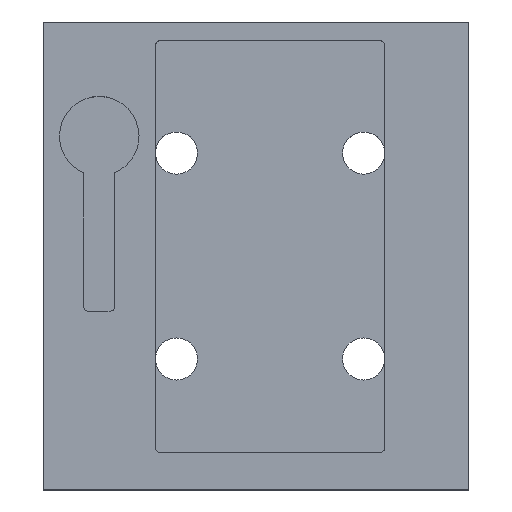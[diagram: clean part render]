
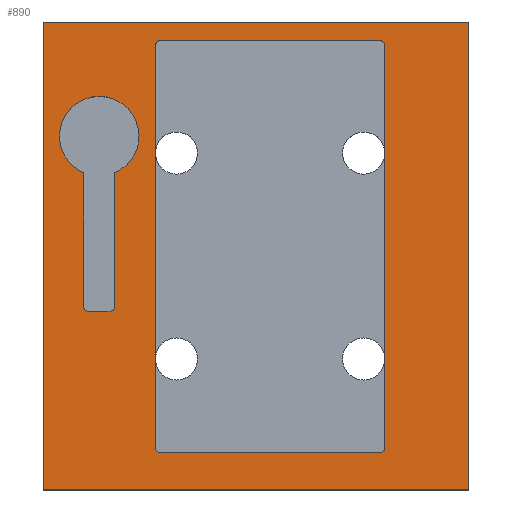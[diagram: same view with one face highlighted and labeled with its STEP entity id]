
A CAD part, top view. The second image highlights one B-rep face of the part: STEP entity #890.
In plain terms, the highlighted planar face has unit normal (0, 0, 1).
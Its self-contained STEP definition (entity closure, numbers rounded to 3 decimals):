
#120=CARTESIAN_POINT('Vertex',(227.5,-250.,125.)) ;
#134=CARTESIAN_POINT('Vertex',(227.5,250.,125.)) ;
#137=CARTESIAN_POINT('Line Origine',(227.5,0.,125.)) ;
#165=CARTESIAN_POINT('Vertex',(-227.5,250.,125.)) ;
#168=CARTESIAN_POINT('Line Origine',(0.,250.,125.)) ;
#196=CARTESIAN_POINT('Vertex',(-227.5,-250.,125.)) ;
#199=CARTESIAN_POINT('Line Origine',(-227.5,0.,125.)) ;
#221=CARTESIAN_POINT('Line Origine',(0.,-250.,125.)) ;
#251=CARTESIAN_POINT('Vertex',(-151.,88.834,125.)) ;
#254=CARTESIAN_POINT('Axis2P3D Location',(-167.5,128.,125.)) ;
#258=CARTESIAN_POINT('Vertex',(-184.,88.834,125.)) ;
#481=CARTESIAN_POINT('Vertex',(-102.5,230.,125.)) ;
#486=CARTESIAN_POINT('Axis2P3D Location',(-102.5,225.,125.)) ;
#490=CARTESIAN_POINT('Vertex',(-107.5,225.,125.)) ;
#521=CARTESIAN_POINT('Vertex',(-107.5,-205.,125.)) ;
#541=CARTESIAN_POINT('Line Origine',(-107.5,10.,125.)) ;
#560=CARTESIAN_POINT('Axis2P3D Location',(-102.5,-205.,125.)) ;
#564=CARTESIAN_POINT('Vertex',(-102.5,-210.,125.)) ;
#595=CARTESIAN_POINT('Vertex',(132.5,-210.,125.)) ;
#605=CARTESIAN_POINT('Line Origine',(15.,-210.,125.)) ;
#622=CARTESIAN_POINT('Axis2P3D Location',(132.5,-205.,125.)) ;
#626=CARTESIAN_POINT('Vertex',(137.5,-205.,125.)) ;
#657=CARTESIAN_POINT('Vertex',(132.5,230.,125.)) ;
#662=CARTESIAN_POINT('Line Origine',(15.,230.,125.)) ;
#688=CARTESIAN_POINT('Vertex',(137.5,225.,125.)) ;
#708=CARTESIAN_POINT('Line Origine',(137.5,10.,125.)) ;
#768=CARTESIAN_POINT('Axis2P3D Location',(132.5,225.,125.)) ;
#789=CARTESIAN_POINT('Vertex',(-184.,-54.,125.)) ;
#799=CARTESIAN_POINT('Line Origine',(-184.,17.417,125.)) ;
#816=CARTESIAN_POINT('Axis2P3D Location',(-179.,-54.,125.)) ;
#820=CARTESIAN_POINT('Vertex',(-179.,-59.,125.)) ;
#842=CARTESIAN_POINT('Axis2P3D Location',(0.,0.,125.)) ;
#853=CARTESIAN_POINT('Axis2P3D Location',(-156.,-54.,125.)) ;
#857=CARTESIAN_POINT('Vertex',(-151.,-54.,125.)) ;
#859=CARTESIAN_POINT('Vertex',(-156.,-59.,125.)) ;
#862=CARTESIAN_POINT('Line Origine',(-167.5,-59.,125.)) ;
#867=CARTESIAN_POINT('Line Origine',(-151.,17.417,125.)) ;
#138=DIRECTION('Vector Direction',(0.,1.,0.)) ;
#169=DIRECTION('Vector Direction',(-1.,0.,0.)) ;
#200=DIRECTION('Vector Direction',(0.,-1.,0.)) ;
#222=DIRECTION('Vector Direction',(1.,0.,0.)) ;
#255=DIRECTION('Axis2P3D Direction',(0.,0.,1.)) ;
#487=DIRECTION('Axis2P3D Direction',(0.,-0.,1.)) ;
#542=DIRECTION('Vector Direction',(0.,-1.,0.)) ;
#561=DIRECTION('Axis2P3D Direction',(0.,0.,1.)) ;
#606=DIRECTION('Vector Direction',(1.,0.,0.)) ;
#623=DIRECTION('Axis2P3D Direction',(0.,0.,1.)) ;
#663=DIRECTION('Vector Direction',(-1.,0.,0.)) ;
#709=DIRECTION('Vector Direction',(0.,1.,0.)) ;
#769=DIRECTION('Axis2P3D Direction',(0.,0.,1.)) ;
#800=DIRECTION('Vector Direction',(0.,-1.,0.)) ;
#817=DIRECTION('Axis2P3D Direction',(0.,0.,1.)) ;
#843=DIRECTION('Axis2P3D Direction',(0.,0.,1.)) ;
#844=DIRECTION('Axis2P3D XDirection',(1.,0.,0.)) ;
#854=DIRECTION('Axis2P3D Direction',(0.,0.,1.)) ;
#863=DIRECTION('Vector Direction',(1.,0.,0.)) ;
#868=DIRECTION('Vector Direction',(0.,1.,0.)) ;
#256=AXIS2_PLACEMENT_3D('Circle Axis2P3D',#254,#255,$) ;
#488=AXIS2_PLACEMENT_3D('Circle Axis2P3D',#486,#487,$) ;
#562=AXIS2_PLACEMENT_3D('Circle Axis2P3D',#560,#561,$) ;
#624=AXIS2_PLACEMENT_3D('Circle Axis2P3D',#622,#623,$) ;
#770=AXIS2_PLACEMENT_3D('Circle Axis2P3D',#768,#769,$) ;
#818=AXIS2_PLACEMENT_3D('Circle Axis2P3D',#816,#817,$) ;
#845=AXIS2_PLACEMENT_3D('Plane Axis2P3D',#842,#843,#844) ;
#855=AXIS2_PLACEMENT_3D('Circle Axis2P3D',#853,#854,$) ;
#848=ORIENTED_EDGE('',*,*,#141,.T.) ;
#849=ORIENTED_EDGE('',*,*,#172,.T.) ;
#850=ORIENTED_EDGE('',*,*,#203,.T.) ;
#851=ORIENTED_EDGE('',*,*,#225,.T.) ;
#873=ORIENTED_EDGE('',*,*,#861,.T.) ;
#874=ORIENTED_EDGE('',*,*,#866,.F.) ;
#875=ORIENTED_EDGE('',*,*,#822,.T.) ;
#876=ORIENTED_EDGE('',*,*,#803,.F.) ;
#877=ORIENTED_EDGE('',*,*,#260,.F.) ;
#878=ORIENTED_EDGE('',*,*,#871,.F.) ;
#881=ORIENTED_EDGE('',*,*,#772,.T.) ;
#882=ORIENTED_EDGE('',*,*,#712,.F.) ;
#883=ORIENTED_EDGE('',*,*,#628,.T.) ;
#884=ORIENTED_EDGE('',*,*,#609,.F.) ;
#885=ORIENTED_EDGE('',*,*,#566,.T.) ;
#886=ORIENTED_EDGE('',*,*,#545,.F.) ;
#887=ORIENTED_EDGE('',*,*,#492,.T.) ;
#888=ORIENTED_EDGE('',*,*,#666,.F.) ;
#879=FACE_BOUND('',#872,.T.) ;
#889=FACE_BOUND('',#880,.T.) ;
#139=VECTOR('Line Direction',#138,1.) ;
#170=VECTOR('Line Direction',#169,1.) ;
#201=VECTOR('Line Direction',#200,1.) ;
#223=VECTOR('Line Direction',#222,1.) ;
#543=VECTOR('Line Direction',#542,1.) ;
#607=VECTOR('Line Direction',#606,1.) ;
#664=VECTOR('Line Direction',#663,1.) ;
#710=VECTOR('Line Direction',#709,1.) ;
#801=VECTOR('Line Direction',#800,1.) ;
#864=VECTOR('Line Direction',#863,1.) ;
#869=VECTOR('Line Direction',#868,1.) ;
#890=ADVANCED_FACE('PartBody',(#852,#879,#889),#846,.T.) ;
#257=CIRCLE('generated circle',#256,42.5) ;
#489=CIRCLE('generated circle',#488,5.) ;
#563=CIRCLE('generated circle',#562,5.) ;
#625=CIRCLE('generated circle',#624,5.) ;
#771=CIRCLE('generated circle',#770,5.) ;
#819=CIRCLE('generated circle',#818,5.) ;
#856=CIRCLE('generated circle',#855,5.) ;
#141=EDGE_CURVE('',#121,#135,#140,.T.) ;
#172=EDGE_CURVE('',#135,#166,#171,.T.) ;
#203=EDGE_CURVE('',#166,#197,#202,.T.) ;
#225=EDGE_CURVE('',#197,#121,#224,.T.) ;
#260=EDGE_CURVE('',#252,#259,#257,.T.) ;
#492=EDGE_CURVE('',#491,#482,#489,.F.) ;
#545=EDGE_CURVE('',#491,#522,#544,.T.) ;
#566=EDGE_CURVE('',#565,#522,#563,.F.) ;
#609=EDGE_CURVE('',#565,#596,#608,.T.) ;
#628=EDGE_CURVE('',#627,#596,#625,.F.) ;
#666=EDGE_CURVE('',#658,#482,#665,.T.) ;
#712=EDGE_CURVE('',#627,#689,#711,.T.) ;
#772=EDGE_CURVE('',#658,#689,#771,.F.) ;
#803=EDGE_CURVE('',#259,#790,#802,.T.) ;
#822=EDGE_CURVE('',#821,#790,#819,.F.) ;
#861=EDGE_CURVE('',#858,#860,#856,.F.) ;
#866=EDGE_CURVE('',#821,#860,#865,.T.) ;
#871=EDGE_CURVE('',#858,#252,#870,.T.) ;
#847=EDGE_LOOP('',(#848,#849,#850,#851)) ;
#872=EDGE_LOOP('',(#873,#874,#875,#876,#877,#878)) ;
#880=EDGE_LOOP('',(#881,#882,#883,#884,#885,#886,#887,#888)) ;
#852=FACE_OUTER_BOUND('',#847,.T.) ;
#140=LINE('Line',#137,#139) ;
#171=LINE('Line',#168,#170) ;
#202=LINE('Line',#199,#201) ;
#224=LINE('Line',#221,#223) ;
#544=LINE('Line',#541,#543) ;
#608=LINE('Line',#605,#607) ;
#665=LINE('Line',#662,#664) ;
#711=LINE('Line',#708,#710) ;
#802=LINE('Line',#799,#801) ;
#865=LINE('Line',#862,#864) ;
#870=LINE('Line',#867,#869) ;
#846=PLANE('',#845) ;
#121=VERTEX_POINT('',#120) ;
#135=VERTEX_POINT('',#134) ;
#166=VERTEX_POINT('',#165) ;
#197=VERTEX_POINT('',#196) ;
#252=VERTEX_POINT('',#251) ;
#259=VERTEX_POINT('',#258) ;
#482=VERTEX_POINT('',#481) ;
#491=VERTEX_POINT('',#490) ;
#522=VERTEX_POINT('',#521) ;
#565=VERTEX_POINT('',#564) ;
#596=VERTEX_POINT('',#595) ;
#627=VERTEX_POINT('',#626) ;
#658=VERTEX_POINT('',#657) ;
#689=VERTEX_POINT('',#688) ;
#790=VERTEX_POINT('',#789) ;
#821=VERTEX_POINT('',#820) ;
#858=VERTEX_POINT('',#857) ;
#860=VERTEX_POINT('',#859) ;
